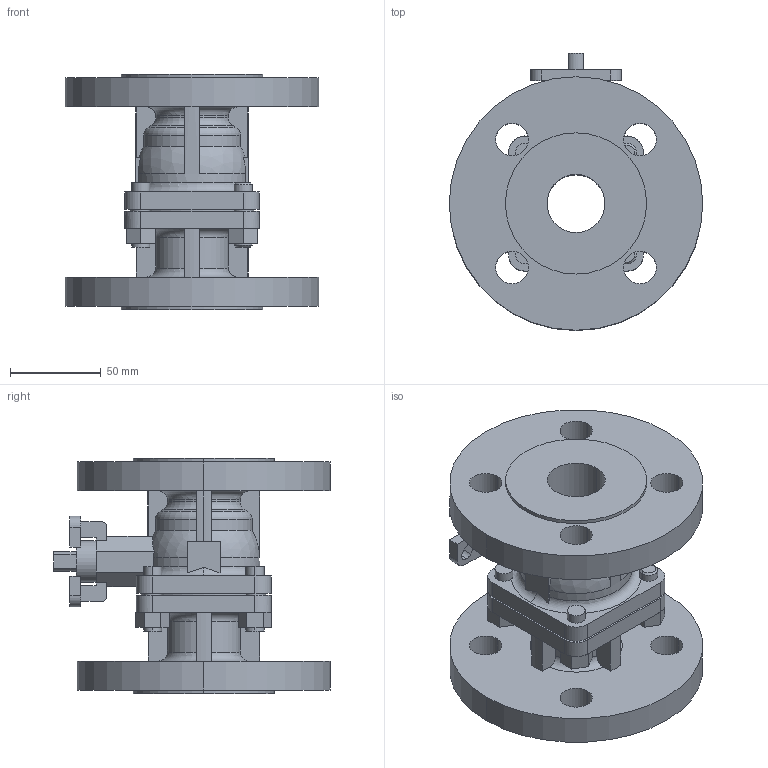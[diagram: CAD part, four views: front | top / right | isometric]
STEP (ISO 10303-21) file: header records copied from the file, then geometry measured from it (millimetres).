
FILE_DESCRIPTION (( 'STEP AP214' ), '1' );
FILE_NAME ('FG-0032-PN10-40.STEP', '2015-07-22T08:39:40', ( '' ), ( '' ), 'SwSTEP 2.0', 'SolidWorks 2015', '' );
FILE_SCHEMA (( 'AUTOMOTIVE_DESIGN' ));
Length unit declared in the file: millimetre
Products named in the file (1): FG-0032-PN10-40
Bounding box: 140 x 153 x 130 mm (x, y, z)
Volume: 691526.9 mm3; surface area: 129544.6 mm2
Topology: 1 solids, 1 shells, 419 faces, 1155 edges, 761 vertices
Faces by surface type: plane 228, cylinder 110, bspline 42, torus 23, cone 12, sphere 4
Entity records: 16406 total; most frequent: CARTESIAN_POINT 5748, ORIENTED_EDGE 2310, DIRECTION 2064, EDGE_CURVE 1155, VERTEX_POINT 761, VECTOR 706, LINE 706, AXIS2_PLACEMENT_3D 679
